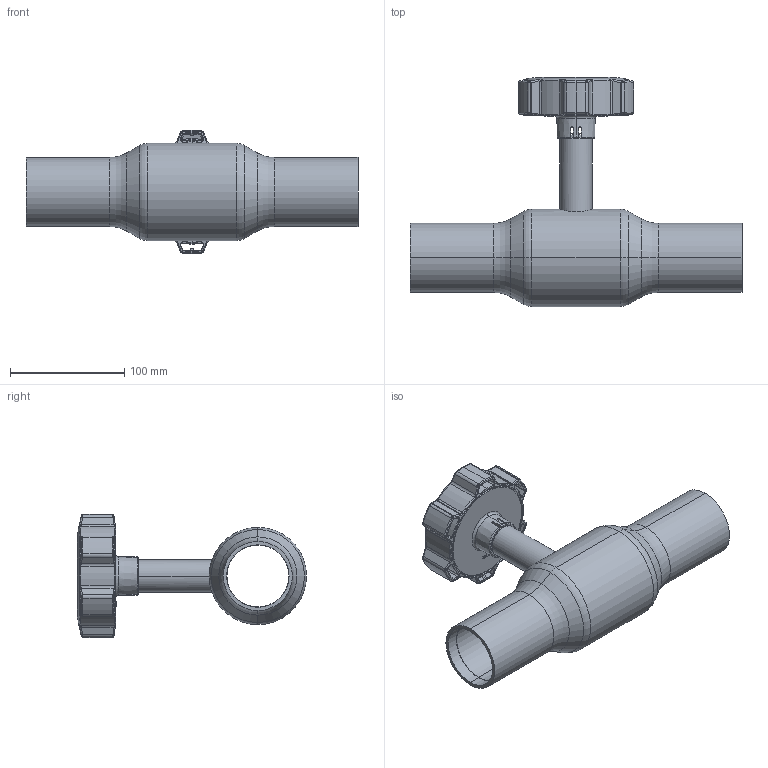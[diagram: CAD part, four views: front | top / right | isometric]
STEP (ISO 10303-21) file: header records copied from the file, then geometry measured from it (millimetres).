
FILE_DESCRIPTION (( 'STEP AP214' ), '1' );
FILE_NAME ('1050003001-2201.step', '2023-09-12T09:58:44', ( '' ), ( '' ), 'SwSTEP 2.0', 'SolidWorks 2021', '' );
FILE_SCHEMA (( 'AUTOMOTIVE_DESIGN' ));
Length unit declared in the file: millimetre
Products named in the file (1): 1050003001-2201
Bounding box: 290 x 200.05 x 107.98 mm (x, y, z)
Surface area: 133076.7 mm2 (no closed solid volume)
Topology: 0 solids, 8 shells, 473 faces, 1365 edges, 871 vertices
Faces by surface type: bspline 151, cylinder 115, plane 97, torus 65, cone 43, sphere 2
Entity records: 28409 total; most frequent: CARTESIAN_POINT 12270, ORIENTED_EDGE 2396, DIRECTION 1916, EDGE_CURVE 1365, VERTEX_POINT 871, AXIS2_PLACEMENT_3D 741, EDGE_LOOP 498, B_SPLINE_CURVE_WITH_KNOTS 494
